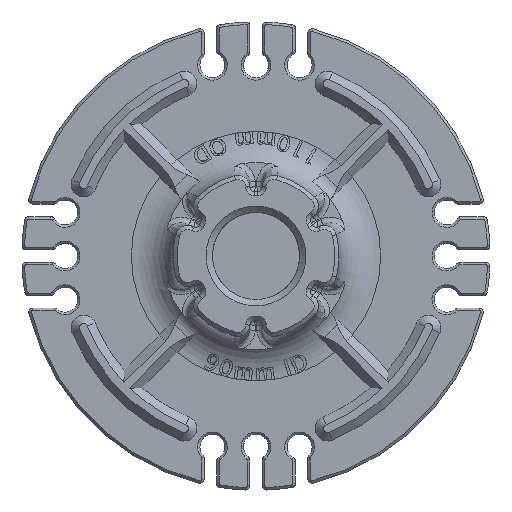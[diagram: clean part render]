
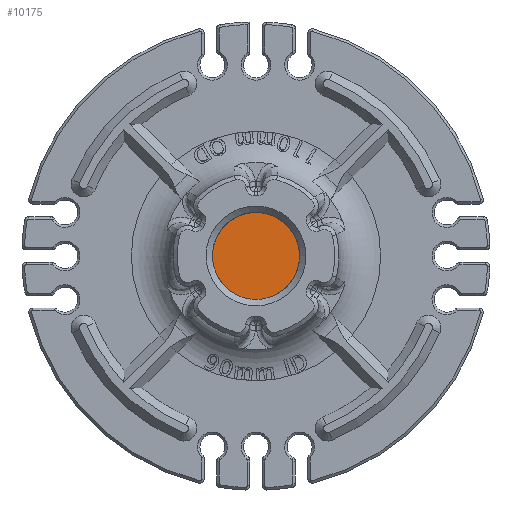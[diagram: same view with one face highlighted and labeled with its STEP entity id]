
A CAD part, top view. The second image highlights one B-rep face of the part: STEP entity #10175.
In plain terms, the highlighted planar face has unit normal (0, 0, 1).
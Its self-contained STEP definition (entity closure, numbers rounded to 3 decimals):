
#491=PLANE('',#11131);
#1158=FACE_OUTER_BOUND('',#1795,.T.);
#1795=EDGE_LOOP('',(#9426));
#1797=CIRCLE('',#10197,10.501);
#3956=VERTEX_POINT('',#14069);
#4886=EDGE_CURVE('',#3956,#3956,#1797,.T.);
#9426=ORIENTED_EDGE('',*,*,#4886,.F.);
#10175=ADVANCED_FACE('',(#1158),#491,.T.);
#10197=AXIS2_PLACEMENT_3D('',#14070,#11153,#11154);
#11131=AXIS2_PLACEMENT_3D('',#25141,#13669,#13670);
#11153=DIRECTION('center_axis',(0.,0.,-1.));
#11154=DIRECTION('ref_axis',(0.35,0.937,0.));
#13669=DIRECTION('center_axis',(0.,0.,1.));
#13670=DIRECTION('ref_axis',(1.,0.,0.));
#14069=CARTESIAN_POINT('',(-3.671,-9.843,6.));
#14070=CARTESIAN_POINT('Origin',(0.,-0.005,
6.));
#25141=CARTESIAN_POINT('Origin',(0.,-0.005,
6.));
